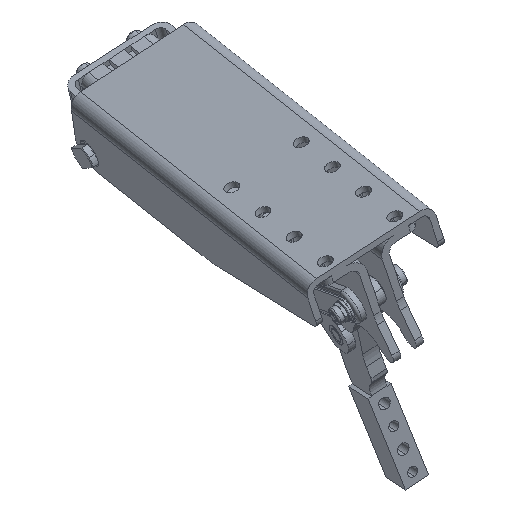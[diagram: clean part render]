
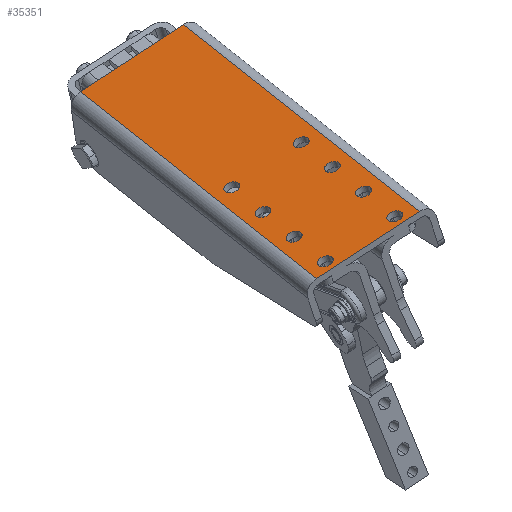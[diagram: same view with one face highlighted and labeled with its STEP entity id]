
A CAD part, top view. The second image highlights one B-rep face of the part: STEP entity #35351.
In plain terms, the highlighted planar face has unit normal (-0.253, 0.738, 0.626).
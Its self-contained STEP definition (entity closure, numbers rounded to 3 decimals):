
#13667=CARTESIAN_POINT('',(166.728,49.645,-176.281));
#13668=VERTEX_POINT('',#13667);
#13677=CARTESIAN_POINT('',(173.548,54.077,-178.749));
#13678=VERTEX_POINT('',#13677);
#13679=CARTESIAN_POINT('',(170.138,51.861,-177.515));
#13680=DIRECTION('',(0.253,-0.737,-0.626));
#13681=DIRECTION('',(-0.802,-0.521,0.29));
#13682=AXIS2_PLACEMENT_3D('',#13679,#13680,#13681);
#13683=CIRCLE('',#13682,4.25);
#13684=EDGE_CURVE('',#13678,#13668,#13683,.T.);
#13730=CARTESIAN_POINT('',(202.837,73.109,-189.344));
#13731=VERTEX_POINT('',#13730);
#13740=CARTESIAN_POINT('',(209.657,77.54,-191.811));
#13741=VERTEX_POINT('',#13740);
#13742=CARTESIAN_POINT('',(206.247,75.325,-190.578));
#13743=DIRECTION('',(0.253,-0.737,-0.626));
#13744=DIRECTION('',(-0.802,-0.521,0.29));
#13745=AXIS2_PLACEMENT_3D('',#13742,#13743,#13744);
#13746=CIRCLE('',#13745,4.25);
#13747=EDGE_CURVE('',#13741,#13731,#13746,.T.);
#13793=CARTESIAN_POINT('',(182.948,36.767,-154.578));
#13794=VERTEX_POINT('',#13793);
#13803=CARTESIAN_POINT('',(189.768,41.199,-157.045));
#13804=VERTEX_POINT('',#13803);
#13805=CARTESIAN_POINT('',(186.358,38.983,-155.811));
#13806=DIRECTION('',(0.253,-0.737,-0.626));
#13807=DIRECTION('',(-0.802,-0.521,0.29));
#13808=AXIS2_PLACEMENT_3D('',#13805,#13806,#13807);
#13809=CIRCLE('',#13808,4.25);
#13810=EDGE_CURVE('',#13804,#13794,#13809,.T.);
#13856=CARTESIAN_POINT('',(219.057,60.23,-167.64));
#13857=VERTEX_POINT('',#13856);
#13866=CARTESIAN_POINT('',(225.877,64.662,-170.108));
#13867=VERTEX_POINT('',#13866);
#13868=CARTESIAN_POINT('',(222.467,62.446,-168.874));
#13869=DIRECTION('',(0.253,-0.737,-0.626));
#13870=DIRECTION('',(-0.802,-0.521,0.29));
#13871=AXIS2_PLACEMENT_3D('',#13868,#13869,#13870);
#13872=CIRCLE('',#13871,4.25);
#13873=EDGE_CURVE('',#13867,#13857,#13872,.T.);
#13919=CARTESIAN_POINT('',(199.168,23.888,-132.874));
#13920=VERTEX_POINT('',#13919);
#13929=CARTESIAN_POINT('',(205.988,28.32,-135.341));
#13930=VERTEX_POINT('',#13929);
#13931=CARTESIAN_POINT('',(202.578,26.104,-134.108));
#13932=DIRECTION('',(0.253,-0.737,-0.626));
#13933=DIRECTION('',(-0.802,-0.521,0.29));
#13934=AXIS2_PLACEMENT_3D('',#13931,#13932,#13933);
#13935=CIRCLE('',#13934,4.25);
#13936=EDGE_CURVE('',#13930,#13920,#13935,.T.);
#13982=CARTESIAN_POINT('',(235.277,47.351,-145.937));
#13983=VERTEX_POINT('',#13982);
#13992=CARTESIAN_POINT('',(242.097,51.783,-148.404));
#13993=VERTEX_POINT('',#13992);
#13994=CARTESIAN_POINT('',(238.687,49.567,-147.17));
#13995=DIRECTION('',(0.253,-0.737,-0.626));
#13996=DIRECTION('',(-0.802,-0.521,0.29));
#13997=AXIS2_PLACEMENT_3D('',#13994,#13995,#13996);
#13998=CIRCLE('',#13997,4.25);
#13999=EDGE_CURVE('',#13993,#13983,#13998,.T.);
#14045=CARTESIAN_POINT('',(215.388,11.009,-111.17));
#14046=VERTEX_POINT('',#14045);
#14055=CARTESIAN_POINT('',(222.208,15.441,-113.638));
#14056=VERTEX_POINT('',#14055);
#14057=CARTESIAN_POINT('',(218.798,13.225,-112.404));
#14058=DIRECTION('',(0.253,-0.737,-0.626));
#14059=DIRECTION('',(-0.802,-0.521,0.29));
#14060=AXIS2_PLACEMENT_3D('',#14057,#14058,#14059);
#14061=CIRCLE('',#14060,4.25);
#14062=EDGE_CURVE('',#14056,#14046,#14061,.T.);
#14108=CARTESIAN_POINT('',(251.497,34.472,-124.233));
#14109=VERTEX_POINT('',#14108);
#14118=CARTESIAN_POINT('',(258.317,38.904,-126.7));
#14119=VERTEX_POINT('',#14118);
#14120=CARTESIAN_POINT('',(254.907,36.688,-125.467));
#14121=DIRECTION('',(0.253,-0.737,-0.626));
#14122=DIRECTION('',(-0.802,-0.521,0.29));
#14123=AXIS2_PLACEMENT_3D('',#14120,#14121,#14122);
#14124=CIRCLE('',#14123,4.25);
#14125=EDGE_CURVE('',#14119,#14109,#14124,.T.);
#33972=CARTESIAN_POINT('',(267.788,39.204,-123.234));
#33973=VERTEX_POINT('',#33972);
#33981=CARTESIAN_POINT('',(214.026,4.27,-103.785));
#33982=VERTEX_POINT('',#33981);
#33983=CARTESIAN_POINT('',(267.788,39.204,-123.234));
#33984=DIRECTION('',(-0.802,-0.521,0.29));
#33985=VECTOR('',#33984,67.);
#33986=LINE('',#33983,#33985);
#33987=EDGE_CURVE('',#33973,#33982,#33986,.T.);
#35191=CARTESIAN_POINT('',(145.011,136.691,-287.521));
#35192=VERTEX_POINT('',#35191);
#35200=CARTESIAN_POINT('',(267.788,39.204,-123.234));
#35201=DIRECTION('',(-0.541,0.429,-0.723));
#35202=VECTOR('',#35201,227.087);
#35203=LINE('',#35200,#35202);
#35204=EDGE_CURVE('',#33973,#35192,#35203,.T.);
#35248=CARTESIAN_POINT('',(176.028,73.252,-200.324));
#35249=DIRECTION('',(0.253,-0.737,-0.626));
#35250=DIRECTION('',(-0.802,-0.521,0.29));
#35251=AXIS2_PLACEMENT_3D('',#35248,#35249,#35250);
#35252=PLANE('',#35251);
#35253=CARTESIAN_POINT('',(91.249,101.757,-268.072));
#35254=VERTEX_POINT('',#35253);
#35255=CARTESIAN_POINT('',(145.011,136.691,-287.521));
#35256=DIRECTION('',(-0.802,-0.521,0.29));
#35257=VECTOR('',#35256,67.);
#35258=LINE('',#35255,#35257);
#35259=EDGE_CURVE('',#35192,#35254,#35258,.T.);
#35260=ORIENTED_EDGE('',*,*,#35259,.T.);
#35261=CARTESIAN_POINT('',(91.249,101.757,-268.072));
#35262=DIRECTION('',(0.541,-0.429,0.723));
#35263=VECTOR('',#35262,227.087);
#35264=LINE('',#35261,#35263);
#35265=EDGE_CURVE('',#35254,#33982,#35264,.T.);
#35266=ORIENTED_EDGE('',*,*,#35265,.T.);
#35267=ORIENTED_EDGE('',*,*,#33987,.F.);
#35268=ORIENTED_EDGE('',*,*,#35204,.T.);
#35269=EDGE_LOOP('',(#35260,#35266,#35267,#35268));
#35270=FACE_OUTER_BOUND('',#35269,.T.);
#35271=ORIENTED_EDGE('',*,*,#13684,.T.);
#35272=CARTESIAN_POINT('',(170.138,51.861,-177.515));
#35273=DIRECTION('',(0.253,-0.737,-0.626));
#35274=DIRECTION('',(-0.802,-0.521,0.29));
#35275=AXIS2_PLACEMENT_3D('',#35272,#35273,#35274);
#35276=CIRCLE('',#35275,4.25);
#35277=EDGE_CURVE('',#13668,#13678,#35276,.T.);
#35278=ORIENTED_EDGE('',*,*,#35277,.T.);
#35279=EDGE_LOOP('',(#35271,#35278));
#35280=FACE_BOUND('',#35279,.T.);
#35281=ORIENTED_EDGE('',*,*,#13747,.T.);
#35282=CARTESIAN_POINT('',(206.247,75.325,-190.578));
#35283=DIRECTION('',(0.253,-0.737,-0.626));
#35284=DIRECTION('',(-0.802,-0.521,0.29));
#35285=AXIS2_PLACEMENT_3D('',#35282,#35283,#35284);
#35286=CIRCLE('',#35285,4.25);
#35287=EDGE_CURVE('',#13731,#13741,#35286,.T.);
#35288=ORIENTED_EDGE('',*,*,#35287,.T.);
#35289=EDGE_LOOP('',(#35281,#35288));
#35290=FACE_BOUND('',#35289,.T.);
#35291=ORIENTED_EDGE('',*,*,#13810,.T.);
#35292=CARTESIAN_POINT('',(186.358,38.983,-155.811));
#35293=DIRECTION('',(0.253,-0.737,-0.626));
#35294=DIRECTION('',(-0.802,-0.521,0.29));
#35295=AXIS2_PLACEMENT_3D('',#35292,#35293,#35294);
#35296=CIRCLE('',#35295,4.25);
#35297=EDGE_CURVE('',#13794,#13804,#35296,.T.);
#35298=ORIENTED_EDGE('',*,*,#35297,.T.);
#35299=EDGE_LOOP('',(#35291,#35298));
#35300=FACE_BOUND('',#35299,.T.);
#35301=ORIENTED_EDGE('',*,*,#13873,.T.);
#35302=CARTESIAN_POINT('',(222.467,62.446,-168.874));
#35303=DIRECTION('',(0.253,-0.737,-0.626));
#35304=DIRECTION('',(-0.802,-0.521,0.29));
#35305=AXIS2_PLACEMENT_3D('',#35302,#35303,#35304);
#35306=CIRCLE('',#35305,4.25);
#35307=EDGE_CURVE('',#13857,#13867,#35306,.T.);
#35308=ORIENTED_EDGE('',*,*,#35307,.T.);
#35309=EDGE_LOOP('',(#35301,#35308));
#35310=FACE_BOUND('',#35309,.T.);
#35311=ORIENTED_EDGE('',*,*,#13936,.T.);
#35312=CARTESIAN_POINT('',(202.578,26.104,-134.108));
#35313=DIRECTION('',(0.253,-0.737,-0.626));
#35314=DIRECTION('',(-0.802,-0.521,0.29));
#35315=AXIS2_PLACEMENT_3D('',#35312,#35313,#35314);
#35316=CIRCLE('',#35315,4.25);
#35317=EDGE_CURVE('',#13920,#13930,#35316,.T.);
#35318=ORIENTED_EDGE('',*,*,#35317,.T.);
#35319=EDGE_LOOP('',(#35311,#35318));
#35320=FACE_BOUND('',#35319,.T.);
#35321=ORIENTED_EDGE('',*,*,#13999,.T.);
#35322=CARTESIAN_POINT('',(238.687,49.567,-147.17));
#35323=DIRECTION('',(0.253,-0.737,-0.626));
#35324=DIRECTION('',(-0.802,-0.521,0.29));
#35325=AXIS2_PLACEMENT_3D('',#35322,#35323,#35324);
#35326=CIRCLE('',#35325,4.25);
#35327=EDGE_CURVE('',#13983,#13993,#35326,.T.);
#35328=ORIENTED_EDGE('',*,*,#35327,.T.);
#35329=EDGE_LOOP('',(#35321,#35328));
#35330=FACE_BOUND('',#35329,.T.);
#35331=ORIENTED_EDGE('',*,*,#14062,.T.);
#35332=CARTESIAN_POINT('',(218.798,13.225,-112.404));
#35333=DIRECTION('',(0.253,-0.737,-0.626));
#35334=DIRECTION('',(-0.802,-0.521,0.29));
#35335=AXIS2_PLACEMENT_3D('',#35332,#35333,#35334);
#35336=CIRCLE('',#35335,4.25);
#35337=EDGE_CURVE('',#14046,#14056,#35336,.T.);
#35338=ORIENTED_EDGE('',*,*,#35337,.T.);
#35339=EDGE_LOOP('',(#35331,#35338));
#35340=FACE_BOUND('',#35339,.T.);
#35341=ORIENTED_EDGE('',*,*,#14125,.T.);
#35342=CARTESIAN_POINT('',(254.907,36.688,-125.467));
#35343=DIRECTION('',(0.253,-0.737,-0.626));
#35344=DIRECTION('',(-0.802,-0.521,0.29));
#35345=AXIS2_PLACEMENT_3D('',#35342,#35343,#35344);
#35346=CIRCLE('',#35345,4.25);
#35347=EDGE_CURVE('',#14109,#14119,#35346,.T.);
#35348=ORIENTED_EDGE('',*,*,#35347,.T.);
#35349=EDGE_LOOP('',(#35341,#35348));
#35350=FACE_BOUND('',#35349,.T.);
#35351=ADVANCED_FACE('',(#35270,#35280,#35290,#35300,#35310,#35320,#35330,#35340,#35350),#35252,.F.);
